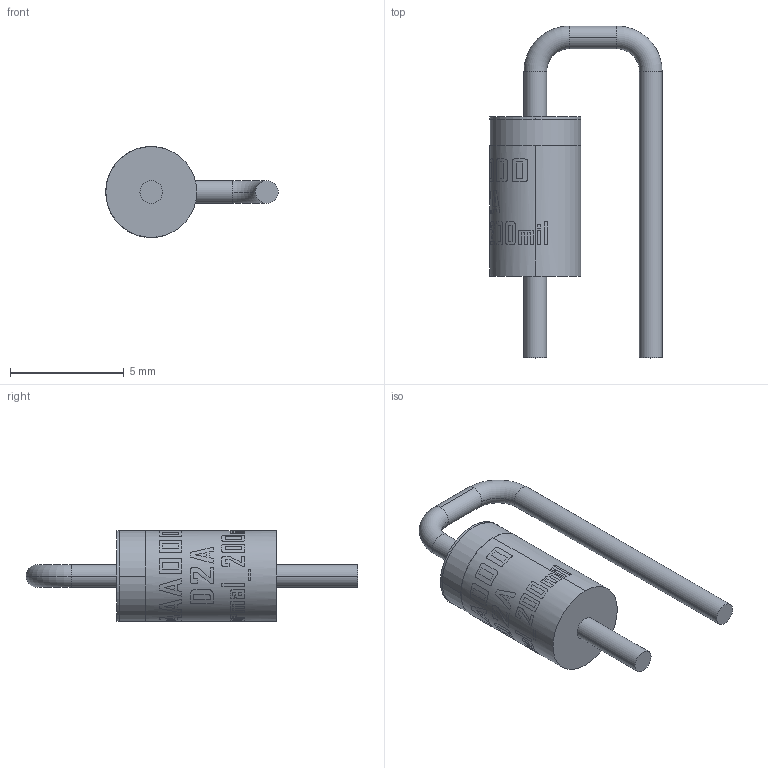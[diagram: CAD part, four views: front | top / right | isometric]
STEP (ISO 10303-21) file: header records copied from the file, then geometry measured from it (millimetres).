
FILE_DESCRIPTION (( 'STEP AP214' ), '1' );
FILE_NAME ('D2A_Normal_200mil_rev1.0.STEP', '2023-03-16T20:05:56', ( '' ), ( '' ), 'SwSTEP 2.0', 'SolidWorks 2020', '' );
FILE_SCHEMA (( 'AUTOMOTIVE_DESIGN' ));
Length unit declared in the file: millimetre
Products named in the file (1): D2A_Normal_200mil_rev1.0
Bounding box: 7.58 x 14.6 x 4 mm (x, y, z)
Volume: 107.4 mm3; surface area: 191.8 mm2
Topology: 1 solids, 1 shells, 59 faces, 317 edges, 299 vertices
Faces by surface type: cylinder 49, plane 6, torus 4
Entity records: 4696 total; most frequent: CARTESIAN_POINT 1375, ORIENTED_EDGE 634, DIRECTION 469, EDGE_CURVE 317, VERTEX_POINT 299, AXIS2_PLACEMENT_3D 185, CIRCLE 125, LINE 99
